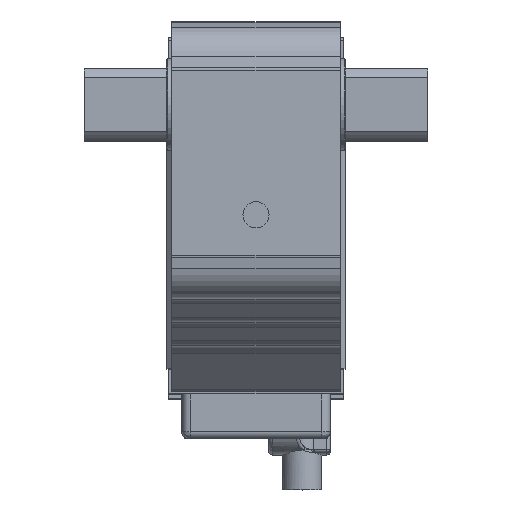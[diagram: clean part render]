
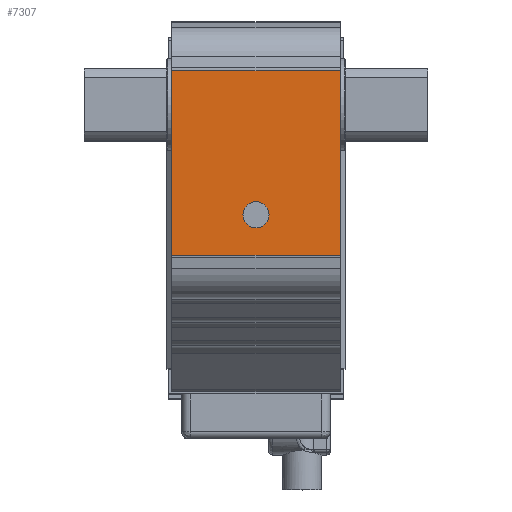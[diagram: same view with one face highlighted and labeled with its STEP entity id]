
A CAD part, top view. The second image highlights one B-rep face of the part: STEP entity #7307.
In plain terms, the highlighted planar face has unit normal (0, 0, 1).
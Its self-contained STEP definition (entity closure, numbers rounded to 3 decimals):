
#144=FACE_BOUND('',#1378,.T.);
#265=CIRCLE('',#7700,3.95);
#959=FACE_OUTER_BOUND('',#1377,.T.);
#1377=EDGE_LOOP('',(#6155,#6156,#6157,#6158));
#1378=EDGE_LOOP('',(#6159));
#1958=LINE('',#12072,#2593);
#1969=LINE('',#12111,#2604);
#1983=LINE('',#12148,#2618);
#1984=LINE('',#12150,#2619);
#2593=VECTOR('',#9760,10.);
#2604=VECTOR('',#9793,10.);
#2618=VECTOR('',#9841,10.);
#2619=VECTOR('',#9844,10.);
#3065=VERTEX_POINT('',#11166);
#3356=VERTEX_POINT('',#12027);
#3377=VERTEX_POINT('',#12070);
#3393=VERTEX_POINT('',#12108);
#3394=VERTEX_POINT('',#12110);
#3881=EDGE_CURVE('',#3065,#3065,#265,.T.);
#4320=EDGE_CURVE('',#3356,#3377,#1958,.T.);
#4339=EDGE_CURVE('',#3394,#3393,#1969,.T.);
#4357=EDGE_CURVE('',#3356,#3393,#1983,.T.);
#4358=EDGE_CURVE('',#3377,#3394,#1984,.T.);
#6155=ORIENTED_EDGE('',*,*,#4320,.T.);
#6156=ORIENTED_EDGE('',*,*,#4358,.T.);
#6157=ORIENTED_EDGE('',*,*,#4339,.T.);
#6158=ORIENTED_EDGE('',*,*,#4357,.F.);
#6159=ORIENTED_EDGE('',*,*,#3881,.T.);
#7010=PLANE('',#8084);
#7307=ADVANCED_FACE('',(#959,#144),#7010,.T.);
#7700=AXIS2_PLACEMENT_3D('',#11168,#8813,#8814);
#8084=AXIS2_PLACEMENT_3D('',#12151,#9845,#9846);
#8813=DIRECTION('center_axis',(0.,0.,-1.));
#8814=DIRECTION('ref_axis',(-1.,0.,0.));
#9760=DIRECTION('',(0.,1.,0.));
#9793=DIRECTION('',(0.,-1.,0.));
#9841=DIRECTION('',(-1.,0.,0.));
#9844=DIRECTION('',(-1.,0.,0.));
#9845=DIRECTION('center_axis',(0.,0.,1.));
#9846=DIRECTION('ref_axis',(0.,-1.,0.));
#11166=CARTESIAN_POINT('',(3.95,-33.5,58.5));
#11168=CARTESIAN_POINT('Origin',(0.,-33.5,58.5));
#12027=CARTESIAN_POINT('',(25.5,-45.689,58.5));
#12070=CARTESIAN_POINT('',(25.5,10.189,58.5));
#12072=CARTESIAN_POINT('',(25.5,5.095,58.5));
#12108=CARTESIAN_POINT('',(-25.5,-45.689,58.5));
#12110=CARTESIAN_POINT('',(-25.5,10.189,58.5));
#12111=CARTESIAN_POINT('',(-25.5,5.095,58.5));
#12148=CARTESIAN_POINT('',(0.,-45.689,58.5));
#12150=CARTESIAN_POINT('',(0.,10.189,58.5));
#12151=CARTESIAN_POINT('Origin',(0.,10.189,58.5));
